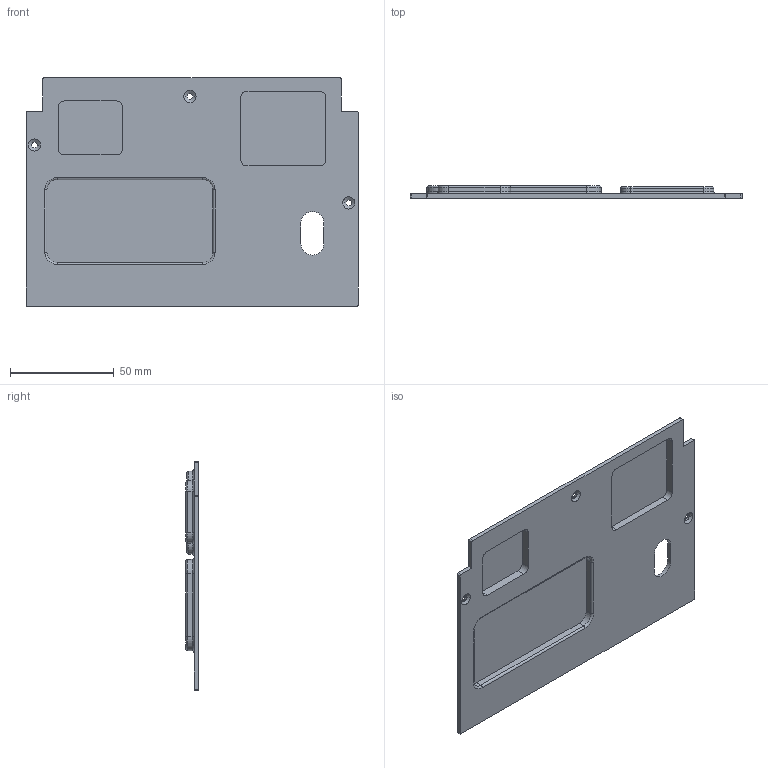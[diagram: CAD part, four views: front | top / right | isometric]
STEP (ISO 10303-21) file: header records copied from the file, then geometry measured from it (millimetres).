
FILE_DESCRIPTION((''),'2;1');
FILE_NAME('HEAT-SINK-PCB-EAP1028B','2016-07-19T',('yvonne_chao'),(''),'PRO/ENGINEER BY PARAMETRIC TECHNOLOGY CORPORATION, 2012480','PRO/ENGINEER BY PARAMETRIC TECHNOLOGY CORPORATION, 2012480','');
FILE_SCHEMA(('AUTOMOTIVE_DESIGN { 1 0 10303 214 1 1 1 1 }'));
Length unit declared in the file: millimetre
Products named in the file (1): HEAT-SINK-PCB-EAP1028B
Bounding box: 160 x 6 x 110 mm (x, y, z)
Volume: 38068.7 mm3; surface area: 38820.3 mm2
Topology: 1 solids, 1 shells, 142 faces, 340 edges, 206 vertices
Faces by surface type: cylinder 66, plane 42, torus 28, cone 6
Entity records: 5232 total; most frequent: DIRECTION 790, CARTESIAN_POINT 690, ORIENTED_EDGE 680, PRESENTATION_STYLE_ASSIGNMENT 341, STYLED_ITEM 341, CURVE_STYLE 340, EDGE_CURVE 340, AXIS2_PLACEMENT_3D 308
